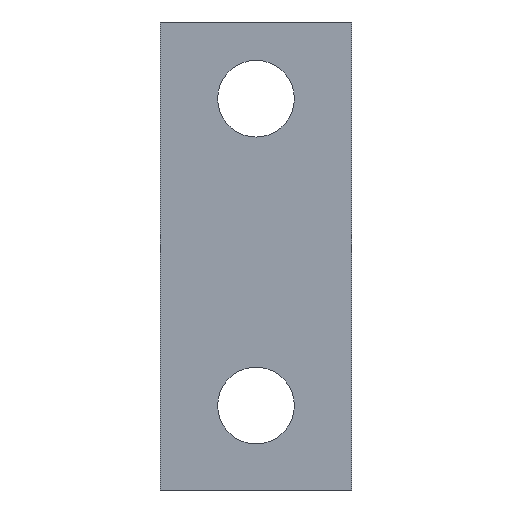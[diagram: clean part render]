
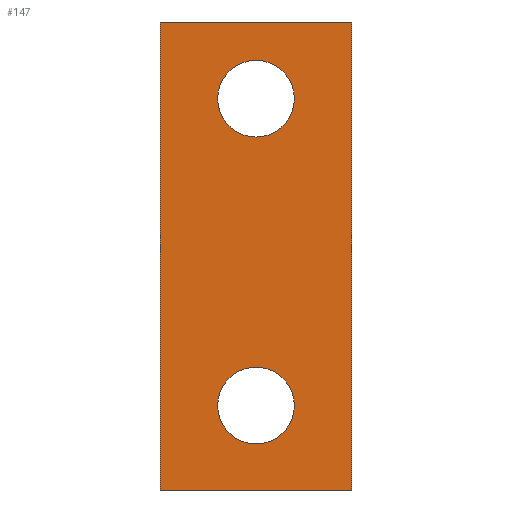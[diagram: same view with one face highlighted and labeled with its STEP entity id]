
A CAD part, left-side view. The second image highlights one B-rep face of the part: STEP entity #147.
In plain terms, the highlighted planar face has unit normal (-1, 0, 0).
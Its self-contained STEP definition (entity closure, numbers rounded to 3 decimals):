
#17=FACE_BOUND('',#36,.T.);
#18=FACE_BOUND('',#37,.T.);
#21=CIRCLE('',#170,5.);
#22=CIRCLE('',#171,5.);
#27=FACE_OUTER_BOUND('',#35,.T.);
#35=EDGE_LOOP('',(#111,#112,#113,#114));
#36=EDGE_LOOP('',(#115));
#37=EDGE_LOOP('',(#116));
#45=LINE('',#223,#59);
#49=LINE('',#232,#63);
#53=LINE('',#239,#67);
#54=LINE('',#240,#68);
#59=VECTOR('',#183,10.);
#63=VECTOR('',#189,10.);
#67=VECTOR('',#195,10.);
#68=VECTOR('',#196,10.);
#73=VERTEX_POINT('',#221);
#74=VERTEX_POINT('',#222);
#77=VERTEX_POINT('',#230);
#78=VERTEX_POINT('',#231);
#81=VERTEX_POINT('',#241);
#82=VERTEX_POINT('',#243);
#85=EDGE_CURVE('',#73,#74,#45,.T.);
#89=EDGE_CURVE('',#77,#78,#49,.T.);
#93=EDGE_CURVE('',#74,#78,#53,.T.);
#94=EDGE_CURVE('',#73,#77,#54,.T.);
#95=EDGE_CURVE('',#81,#81,#21,.T.);
#96=EDGE_CURVE('',#82,#82,#22,.T.);
#111=ORIENTED_EDGE('',*,*,#85,.T.);
#112=ORIENTED_EDGE('',*,*,#93,.T.);
#113=ORIENTED_EDGE('',*,*,#89,.F.);
#114=ORIENTED_EDGE('',*,*,#94,.F.);
#115=ORIENTED_EDGE('',*,*,#95,.T.);
#116=ORIENTED_EDGE('',*,*,#96,.T.);
#141=PLANE('',#169);
#147=ADVANCED_FACE('',(#27,#17,#18),#141,.T.);
#169=AXIS2_PLACEMENT_3D('',#238,#193,#194);
#170=AXIS2_PLACEMENT_3D('',#242,#197,#198);
#171=AXIS2_PLACEMENT_3D('',#244,#199,#200);
#183=DIRECTION('',(0.,0.,1.));
#189=DIRECTION('',(0.,0.,1.));
#193=DIRECTION('center_axis',(-1.,0.,0.));
#194=DIRECTION('ref_axis',(0.,0.,1.));
#195=DIRECTION('',(0.,1.,0.));
#196=DIRECTION('',(0.,1.,0.));
#197=DIRECTION('center_axis',(1.,0.,0.));
#198=DIRECTION('ref_axis',(0.,-1.,0.));
#199=DIRECTION('center_axis',(1.,0.,0.));
#200=DIRECTION('ref_axis',(0.,-1.,0.));
#221=CARTESIAN_POINT('',(-245.,87.5,19.));
#222=CARTESIAN_POINT('',(-245.,87.5,80.));
#223=CARTESIAN_POINT('',(-245.,87.5,9.5));
#230=CARTESIAN_POINT('',(-245.,112.5,19.));
#231=CARTESIAN_POINT('',(-245.,112.5,80.));
#232=CARTESIAN_POINT('',(-245.,112.5,9.5));
#238=CARTESIAN_POINT('Origin',(-245.,87.5,19.));
#239=CARTESIAN_POINT('',(-245.,87.5,80.));
#240=CARTESIAN_POINT('',(-245.,87.5,19.));
#241=CARTESIAN_POINT('',(-245.,105.,30.));
#242=CARTESIAN_POINT('Origin',(-245.,100.,30.));
#243=CARTESIAN_POINT('',(-245.,105.,70.));
#244=CARTESIAN_POINT('Origin',(-245.,100.,70.));
